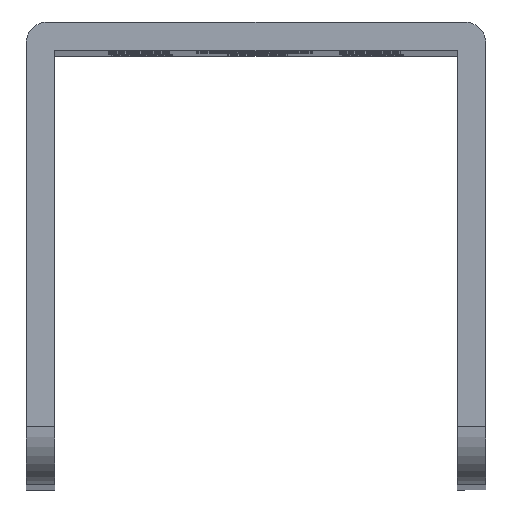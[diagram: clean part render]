
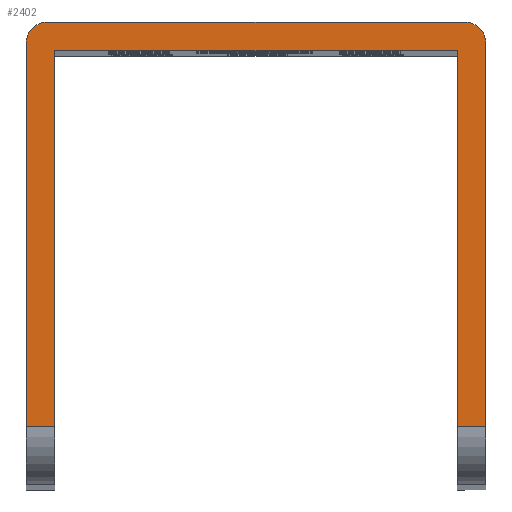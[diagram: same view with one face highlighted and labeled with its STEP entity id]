
A CAD part, top view. The second image highlights one B-rep face of the part: STEP entity #2402.
In plain terms, the highlighted planar face has unit normal (0, 0, 1).
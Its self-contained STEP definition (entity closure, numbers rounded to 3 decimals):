
#304 = DIRECTION ( 'NONE',  ( 0., 0., -1. ) ) ;
#410 = AXIS2_PLACEMENT_3D ( 'NONE', #5989, #2340, #9834 ) ;
#756 = LINE ( 'NONE', #2573, #4125 ) ;
#805 = CIRCLE ( 'NONE', #410, 1.491 ) ;
#973 = VECTOR ( 'NONE', #1339, 1000. ) ;
#1010 = CARTESIAN_POINT ( 'NONE',  ( -37.606, 15.02, 216. ) ) ;
#1051 = DIRECTION ( 'NONE',  ( 0., 0., -1. ) ) ;
#1237 = PLANE ( 'NONE',  #6952 ) ;
#1275 = CARTESIAN_POINT ( 'NONE',  ( -7.793, -12.98, 216. ) ) ;
#1339 = DIRECTION ( 'NONE',  ( 0., 1., 0. ) ) ;
#1438 = CARTESIAN_POINT ( 'NONE',  ( -35.619, 13.032, 216. ) ) ;
#1653 = VERTEX_POINT ( 'NONE', #7992 ) ;
#1761 = CARTESIAN_POINT ( 'NONE',  ( -7.296, 13.529, 216. ) ) ;
#1959 = LINE ( 'NONE', #1010, #3019 ) ;
#2049 = ORIENTED_EDGE ( 'NONE', *, *, #6388, .F. ) ;
#2054 = EDGE_CURVE ( 'NONE', #3697, #2765, #10066, .T. ) ;
#2340 = DIRECTION ( 'NONE',  ( 0., 0., -1. ) ) ;
#2354 = CARTESIAN_POINT ( 'NONE',  ( -37.606, -12.98, 216. ) ) ;
#2402 = ADVANCED_FACE ( 'NONE', ( #8728 ), #1237, .F. ) ;
#2477 = CARTESIAN_POINT ( 'NONE',  ( -35.619, 13.032, 216. ) ) ;
#2514 = ORIENTED_EDGE ( 'NONE', *, *, #10021, .F. ) ;
#2573 = CARTESIAN_POINT ( 'NONE',  ( -2.606, -12.98, 216. ) ) ;
#2765 = VERTEX_POINT ( 'NONE', #9356 ) ;
#2860 = ORIENTED_EDGE ( 'NONE', *, *, #2054, .F. ) ;
#2917 = EDGE_CURVE ( 'NONE', #8874, #4049, #6866, .T. ) ;
#2941 = DIRECTION ( 'NONE',  ( -1., 0., 0. ) ) ;
#3019 = VECTOR ( 'NONE', #8677, 1000. ) ;
#3484 = AXIS2_PLACEMENT_3D ( 'NONE', #1761, #1051, #8908 ) ;
#3573 = ORIENTED_EDGE ( 'NONE', *, *, #5710, .F. ) ;
#3636 = ORIENTED_EDGE ( 'NONE', *, *, #11791, .F. ) ;
#3637 = ORIENTED_EDGE ( 'NONE', *, *, #6010, .T. ) ;
#3697 = VERTEX_POINT ( 'NONE', #7717 ) ;
#3988 = LINE ( 'NONE', #7817, #6497 ) ;
#4049 = VERTEX_POINT ( 'NONE', #5576 ) ;
#4073 = ORIENTED_EDGE ( 'NONE', *, *, #2917, .F. ) ;
#4125 = VECTOR ( 'NONE', #6468, 1000. ) ;
#4299 = EDGE_CURVE ( 'NONE', #4049, #3697, #8267, .T. ) ;
#4466 = CARTESIAN_POINT ( 'NONE',  ( -35.619, -12.98, 216. ) ) ;
#4923 = CARTESIAN_POINT ( 'NONE',  ( -5.805, -12.98, 216. ) ) ;
#4985 = DIRECTION ( 'NONE',  ( 0., -1., 0. ) ) ;
#5130 = ORIENTED_EDGE ( 'NONE', *, *, #10702, .F. ) ;
#5270 = DIRECTION ( 'NONE',  ( 0., -1., 0. ) ) ;
#5576 = CARTESIAN_POINT ( 'NONE',  ( -7.793, 13.032, 216. ) ) ;
#5710 = EDGE_CURVE ( 'NONE', #10693, #6886, #805, .T. ) ;
#5989 = CARTESIAN_POINT ( 'NONE',  ( -36.116, 13.529, 216. ) ) ;
#6010 = EDGE_CURVE ( 'NONE', #10693, #9599, #1959, .T. ) ;
#6353 = VECTOR ( 'NONE', #5270, 1000. ) ;
#6388 = EDGE_CURVE ( 'NONE', #10557, #1653, #7904, .T. ) ;
#6468 = DIRECTION ( 'NONE',  ( -1., 0., 0. ) ) ;
#6497 = VECTOR ( 'NONE', #4985, 1000. ) ;
#6795 = VERTEX_POINT ( 'NONE', #4923 ) ;
#6866 = LINE ( 'NONE', #9896, #973 ) ;
#6886 = VERTEX_POINT ( 'NONE', #10973 ) ;
#6952 = AXIS2_PLACEMENT_3D ( 'NONE', #11687, #304, #2941 ) ;
#7042 = ORIENTED_EDGE ( 'NONE', *, *, #4299, .F. ) ;
#7079 = ORIENTED_EDGE ( 'NONE', *, *, #8722, .F. ) ;
#7717 = CARTESIAN_POINT ( 'NONE',  ( -35.619, 13.032, 216. ) ) ;
#7817 = CARTESIAN_POINT ( 'NONE',  ( -5.805, -16.98, 216. ) ) ;
#7904 = CIRCLE ( 'NONE', #3484, 1.491 ) ;
#7992 = CARTESIAN_POINT ( 'NONE',  ( -5.805, 13.529, 216. ) ) ;
#8070 = LINE ( 'NONE', #8963, #10316 ) ;
#8267 = LINE ( 'NONE', #2477, #11519 ) ;
#8677 = DIRECTION ( 'NONE',  ( 0., -1., 0. ) ) ;
#8722 = EDGE_CURVE ( 'NONE', #1653, #6795, #3988, .T. ) ;
#8728 = FACE_OUTER_BOUND ( 'NONE', #9570, .T. ) ;
#8874 = VERTEX_POINT ( 'NONE', #1275 ) ;
#8908 = DIRECTION ( 'NONE',  ( -1., 0., 0. ) ) ;
#8963 = CARTESIAN_POINT ( 'NONE',  ( -7.296, 15.02, 216. ) ) ;
#8964 = DIRECTION ( 'NONE',  ( -1., 0., 0. ) ) ;
#9008 = LINE ( 'NONE', #4466, #10340 ) ;
#9356 = CARTESIAN_POINT ( 'NONE',  ( -35.619, -12.98, 216. ) ) ;
#9570 = EDGE_LOOP ( 'NONE', ( #2514, #2860, #7042, #4073, #3636, #7079, #2049, #5130, #3573, #3637 ) ) ;
#9599 = VERTEX_POINT ( 'NONE', #2354 ) ;
#9834 = DIRECTION ( 'NONE',  ( -1., 0., 0. ) ) ;
#9896 = CARTESIAN_POINT ( 'NONE',  ( -7.793, -16.98, 216. ) ) ;
#10021 = EDGE_CURVE ( 'NONE', #2765, #9599, #9008, .T. ) ;
#10066 = LINE ( 'NONE', #1438, #6353 ) ;
#10316 = VECTOR ( 'NONE', #10681, 1000. ) ;
#10340 = VECTOR ( 'NONE', #12031, 1000. ) ;
#10557 = VERTEX_POINT ( 'NONE', #12325 ) ;
#10681 = DIRECTION ( 'NONE',  ( 1., 0., 0. ) ) ;
#10693 = VERTEX_POINT ( 'NONE', #11920 ) ;
#10702 = EDGE_CURVE ( 'NONE', #6886, #10557, #8070, .T. ) ;
#10973 = CARTESIAN_POINT ( 'NONE',  ( -36.116, 15.02, 216. ) ) ;
#11519 = VECTOR ( 'NONE', #8964, 1000. ) ;
#11687 = CARTESIAN_POINT ( 'NONE',  ( -2.606, 15.02, 216. ) ) ;
#11791 = EDGE_CURVE ( 'NONE', #6795, #8874, #756, .T. ) ;
#11920 = CARTESIAN_POINT ( 'NONE',  ( -37.606, 13.529, 216. ) ) ;
#12031 = DIRECTION ( 'NONE',  ( -1., 0., 0. ) ) ;
#12325 = CARTESIAN_POINT ( 'NONE',  ( -7.296, 15.02, 216. ) ) ;
